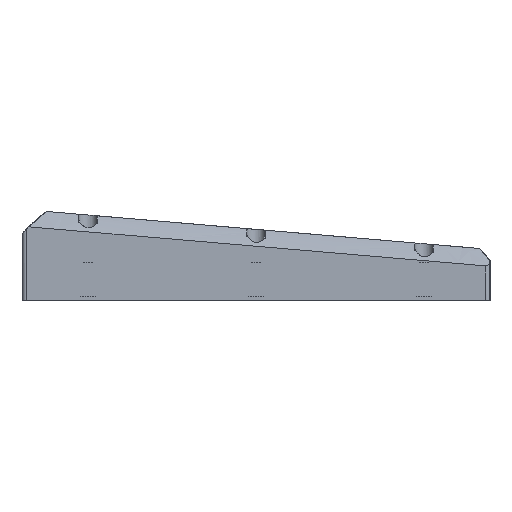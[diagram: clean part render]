
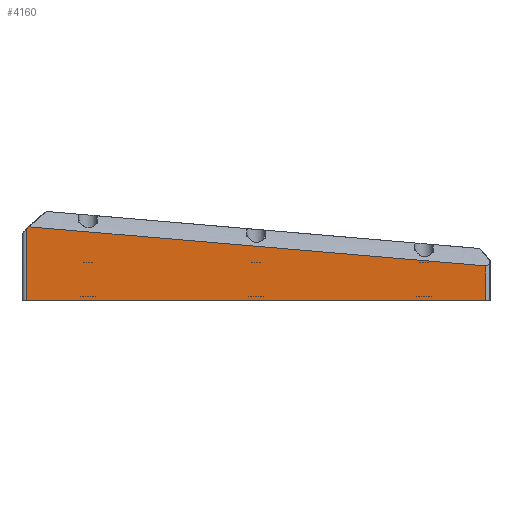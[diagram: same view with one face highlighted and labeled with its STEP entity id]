
A CAD part, left-side view. The second image highlights one B-rep face of the part: STEP entity #4160.
In plain terms, the highlighted planar face has unit normal (-1, 0, 0).
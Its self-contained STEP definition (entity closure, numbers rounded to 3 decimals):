
#24=B_SPLINE_CURVE_WITH_KNOTS('',3,(#6616,#6617,#6618,#6619),
 .UNSPECIFIED.,.F.,.F.,(4,4),(0.18,11.101),
 .UNSPECIFIED.);
#25=B_SPLINE_CURVE_WITH_KNOTS('',3,(#6621,#6622,#6623,#6624),
 .UNSPECIFIED.,.F.,.F.,(4,4),(0.105,0.149),
 .UNSPECIFIED.);
#187=PLANE('',#4510);
#327=FACE_OUTER_BOUND('',#559,.T.);
#559=EDGE_LOOP('',(#3146,#3147,#3148,#3149,#3150));
#1103=LINE('',#6589,#1443);
#1104=LINE('',#6592,#1444);
#1112=LINE('',#6625,#1452);
#1443=VECTOR('',#5281,10.);
#1444=VECTOR('',#5284,10.);
#1452=VECTOR('',#5308,10.);
#1871=VERTEX_POINT('',#6571);
#1874=VERTEX_POINT('',#6576);
#1875=VERTEX_POINT('',#6591);
#1883=VERTEX_POINT('',#6615);
#1884=VERTEX_POINT('',#6620);
#2358=EDGE_CURVE('',#1874,#1871,#1103,.T.);
#2359=EDGE_CURVE('',#1871,#1875,#1104,.T.);
#2374=EDGE_CURVE('',#1883,#1874,#24,.T.);
#2375=EDGE_CURVE('',#1884,#1883,#25,.T.);
#2376=EDGE_CURVE('',#1875,#1884,#1112,.T.);
#3146=ORIENTED_EDGE('',*,*,#2358,.F.);
#3147=ORIENTED_EDGE('',*,*,#2374,.F.);
#3148=ORIENTED_EDGE('',*,*,#2375,.F.);
#3149=ORIENTED_EDGE('',*,*,#2376,.F.);
#3150=ORIENTED_EDGE('',*,*,#2359,.F.);
#4160=ADVANCED_FACE('',(#327),#187,.T.);
#4510=AXIS2_PLACEMENT_3D('',#6614,#5306,#5307);
#5281=DIRECTION('',(0.,0.,-1.));
#5284=DIRECTION('',(0.,1.,0.));
#5306=DIRECTION('center_axis',(-1.,0.,0.));
#5307=DIRECTION('ref_axis',(0.,-1.,0.));
#5308=DIRECTION('',(0.,0.,1.));
#6571=CARTESIAN_POINT('',(-6.,-6.27,-6.731));
#6576=CARTESIAN_POINT('',(-6.,-6.27,1.508));
#6589=CARTESIAN_POINT('',(-6.,-6.27,-5.731));
#6591=CARTESIAN_POINT('',(-6.,103.171,-6.731));
#6592=CARTESIAN_POINT('',(-6.,-7.27,-6.731));
#6614=CARTESIAN_POINT('Origin',(-6.,104.171,-5.731));
#6615=CARTESIAN_POINT('',(-6.,102.547,10.81));
#6616=CARTESIAN_POINT('Ctrl Pts',(-6.,102.547,10.81));
#6617=CARTESIAN_POINT('Ctrl Pts',(-6.,66.275,7.709));
#6618=CARTESIAN_POINT('Ctrl Pts',(-6.,30.002,4.609));
#6619=CARTESIAN_POINT('Ctrl Pts',(-6.,-6.27,1.508));
#6620=CARTESIAN_POINT('',(-6.,103.171,10.185));
#6621=CARTESIAN_POINT('Ctrl Pts',(-6.,103.171,10.184));
#6622=CARTESIAN_POINT('Ctrl Pts',(-6.,102.988,10.373));
#6623=CARTESIAN_POINT('Ctrl Pts',(-6.,102.778,10.584));
#6624=CARTESIAN_POINT('Ctrl Pts',(-6.,102.547,10.81));
#6625=CARTESIAN_POINT('',(-6.,103.171,-5.731));
